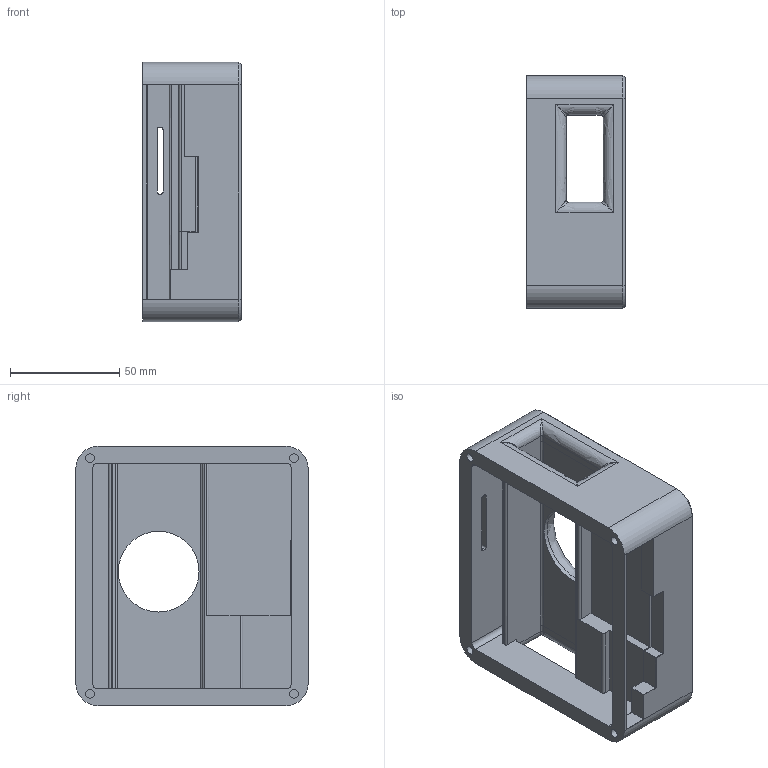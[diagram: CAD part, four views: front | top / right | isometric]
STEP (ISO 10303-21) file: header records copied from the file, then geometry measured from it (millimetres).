
FILE_DESCRIPTION(/* description */ (''),/* implementation_level */ '2;1');
FILE_NAME(/* name */ 'Case_V1.3_UHalf_NoGPIO.step',/* time_stamp */ '2026-01-28T10:34:46-05:00',/* author */ (''),/* organization */ (''),/* preprocessor_version */ 'ST-DEVELOPER v20.1',/* originating_system */ 'Autodesk Translation Framework v14.24.0.0',/* authorisation */ '');
FILE_SCHEMA (('AUTOMOTIVE_DESIGN { 1 0 10303 214 3 1 1 }'));
Length unit declared in the file: millimetre
Products named in the file (1): 2026-01-28-10-34-46-376
Bounding box: 45 x 106.5 x 119 mm (x, y, z)
Volume: 260441.6 mm3; surface area: 58918.8 mm2
Topology: 1 solids, 1 shells, 143 faces, 348 edges, 201 vertices
Faces by surface type: plane 82, bspline 44, cylinder 13, cone 4
Full cylindrical faces by diameter (mm): 4 x4, 37 x1
Entity records: 7328 total; most frequent: CARTESIAN_POINT 4249, ORIENTED_EDGE 680, DIRECTION 508, EDGE_CURVE 340, LINE 246, VECTOR 246, VERTEX_POINT 201, EDGE_LOOP 155
